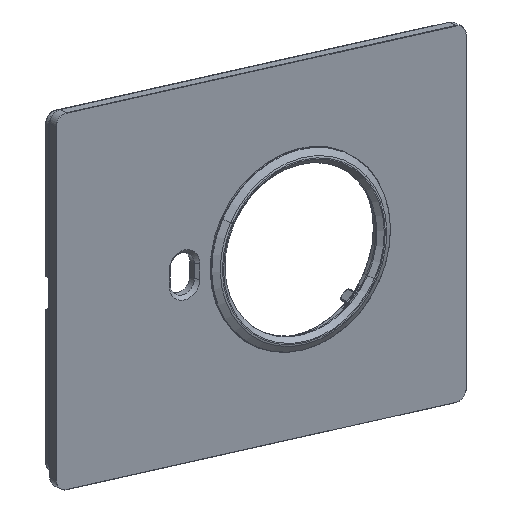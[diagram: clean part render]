
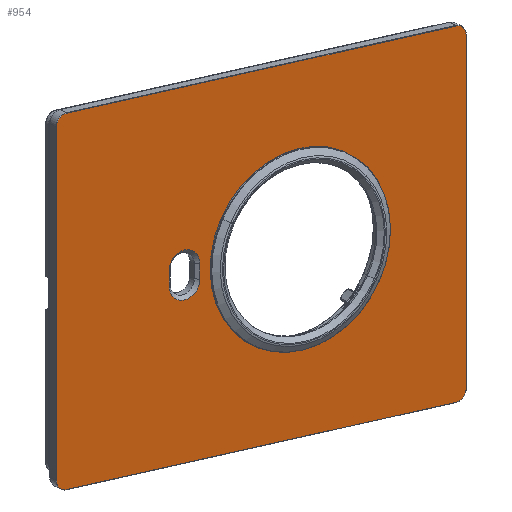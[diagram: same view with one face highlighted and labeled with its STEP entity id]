
A CAD part, top view. The second image highlights one B-rep face of the part: STEP entity #954.
In plain terms, the highlighted face is planar.
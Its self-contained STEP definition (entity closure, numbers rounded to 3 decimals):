
#80=CARTESIAN_POINT('Vertex',(13.75,0.,3.)) ;
#83=CARTESIAN_POINT('Axis2P3D Location',(-11.25,0.,3.)) ;
#87=CARTESIAN_POINT('Vertex',(-36.25,0.,3.)) ;
#107=CARTESIAN_POINT('Axis2P3D Location',(-11.25,0.,3.)) ;
#130=CARTESIAN_POINT('Vertex',(-57.,48.9,3.)) ;
#133=CARTESIAN_POINT('Line Origine',(0.,48.9,3.)) ;
#137=CARTESIAN_POINT('Vertex',(57.,48.9,3.)) ;
#164=CARTESIAN_POINT('Axis2P3D Location',(57.,46.,3.)) ;
#168=CARTESIAN_POINT('Vertex',(59.9,46.,3.)) ;
#195=CARTESIAN_POINT('Line Origine',(59.9,0.,3.)) ;
#199=CARTESIAN_POINT('Vertex',(59.9,-46.,3.)) ;
#226=CARTESIAN_POINT('Axis2P3D Location',(57.,-46.,3.)) ;
#230=CARTESIAN_POINT('Vertex',(57.,-48.9,3.)) ;
#257=CARTESIAN_POINT('Line Origine',(0.,-48.9,3.)) ;
#261=CARTESIAN_POINT('Vertex',(-57.,-48.9,3.)) ;
#288=CARTESIAN_POINT('Axis2P3D Location',(-57.,-46.,3.)) ;
#292=CARTESIAN_POINT('Vertex',(-59.9,-46.,3.)) ;
#319=CARTESIAN_POINT('Line Origine',(-59.9,0.,3.)) ;
#323=CARTESIAN_POINT('Vertex',(-59.9,46.,3.)) ;
#350=CARTESIAN_POINT('Axis2P3D Location',(-57.,46.,3.)) ;
#901=CARTESIAN_POINT('Axis2P3D Location',(0.,-49.,3.)) ;
#916=CARTESIAN_POINT('Axis2P3D Location',(22.5,2.,3.)) ;
#920=CARTESIAN_POINT('Vertex',(27.,2.,3.)) ;
#922=CARTESIAN_POINT('Vertex',(18.,2.,3.)) ;
#925=CARTESIAN_POINT('Line Origine',(27.,0.,3.)) ;
#929=CARTESIAN_POINT('Vertex',(27.,-2.,3.)) ;
#932=CARTESIAN_POINT('Axis2P3D Location',(22.5,-2.,3.)) ;
#936=CARTESIAN_POINT('Vertex',(18.,-2.,3.)) ;
#939=CARTESIAN_POINT('Line Origine',(18.,0.,3.)) ;
#84=DIRECTION('Axis2P3D Direction',(0.,0.,1.)) ;
#108=DIRECTION('Axis2P3D Direction',(0.,0.,1.)) ;
#134=DIRECTION('Vector Direction',(1.,0.,0.)) ;
#165=DIRECTION('Axis2P3D Direction',(0.,0.,-1.)) ;
#196=DIRECTION('Vector Direction',(0.,1.,0.)) ;
#227=DIRECTION('Axis2P3D Direction',(0.,-0.,-1.)) ;
#258=DIRECTION('Vector Direction',(1.,0.,0.)) ;
#289=DIRECTION('Axis2P3D Direction',(0.,0.,-1.)) ;
#320=DIRECTION('Vector Direction',(0.,1.,0.)) ;
#351=DIRECTION('Axis2P3D Direction',(0.,0.,-1.)) ;
#902=DIRECTION('Axis2P3D Direction',(0.,0.,-1.)) ;
#903=DIRECTION('Axis2P3D XDirection',(0.,1.,0.)) ;
#917=DIRECTION('Axis2P3D Direction',(0.,0.,-1.)) ;
#926=DIRECTION('Vector Direction',(0.,-1.,0.)) ;
#933=DIRECTION('Axis2P3D Direction',(0.,0.,-1.)) ;
#940=DIRECTION('Vector Direction',(0.,1.,0.)) ;
#85=AXIS2_PLACEMENT_3D('Circle Axis2P3D',#83,#84,$) ;
#109=AXIS2_PLACEMENT_3D('Circle Axis2P3D',#107,#108,$) ;
#166=AXIS2_PLACEMENT_3D('Circle Axis2P3D',#164,#165,$) ;
#228=AXIS2_PLACEMENT_3D('Circle Axis2P3D',#226,#227,$) ;
#290=AXIS2_PLACEMENT_3D('Circle Axis2P3D',#288,#289,$) ;
#352=AXIS2_PLACEMENT_3D('Circle Axis2P3D',#350,#351,$) ;
#904=AXIS2_PLACEMENT_3D('Plane Axis2P3D',#901,#902,#903) ;
#918=AXIS2_PLACEMENT_3D('Circle Axis2P3D',#916,#917,$) ;
#934=AXIS2_PLACEMENT_3D('Circle Axis2P3D',#932,#933,$) ;
#907=ORIENTED_EDGE('',*,*,#354,.F.) ;
#908=ORIENTED_EDGE('',*,*,#325,.F.) ;
#909=ORIENTED_EDGE('',*,*,#294,.F.) ;
#910=ORIENTED_EDGE('',*,*,#263,.F.) ;
#911=ORIENTED_EDGE('',*,*,#232,.F.) ;
#912=ORIENTED_EDGE('',*,*,#201,.F.) ;
#913=ORIENTED_EDGE('',*,*,#170,.F.) ;
#914=ORIENTED_EDGE('',*,*,#139,.F.) ;
#945=ORIENTED_EDGE('',*,*,#924,.F.) ;
#946=ORIENTED_EDGE('',*,*,#931,.F.) ;
#947=ORIENTED_EDGE('',*,*,#938,.F.) ;
#948=ORIENTED_EDGE('',*,*,#943,.F.) ;
#951=ORIENTED_EDGE('',*,*,#111,.F.) ;
#952=ORIENTED_EDGE('',*,*,#89,.F.) ;
#949=FACE_BOUND('',#944,.T.) ;
#953=FACE_BOUND('',#950,.T.) ;
#135=VECTOR('Line Direction',#134,1.) ;
#197=VECTOR('Line Direction',#196,1.) ;
#259=VECTOR('Line Direction',#258,1.) ;
#321=VECTOR('Line Direction',#320,1.) ;
#927=VECTOR('Line Direction',#926,1.) ;
#941=VECTOR('Line Direction',#940,1.) ;
#954=ADVANCED_FACE('PartBody',(#915,#949,#953),#905,.F.) ;
#86=CIRCLE('generated circle',#85,25.) ;
#110=CIRCLE('generated circle',#109,25.) ;
#167=CIRCLE('generated circle',#166,2.9) ;
#229=CIRCLE('generated circle',#228,2.9) ;
#291=CIRCLE('generated circle',#290,2.9) ;
#353=CIRCLE('generated circle',#352,2.9) ;
#919=CIRCLE('generated circle',#918,4.5) ;
#935=CIRCLE('generated circle',#934,4.5) ;
#89=EDGE_CURVE('',#81,#88,#86,.T.) ;
#111=EDGE_CURVE('',#88,#81,#110,.T.) ;
#139=EDGE_CURVE('',#131,#138,#136,.T.) ;
#170=EDGE_CURVE('',#138,#169,#167,.T.) ;
#201=EDGE_CURVE('',#169,#200,#198,.F.) ;
#232=EDGE_CURVE('',#200,#231,#229,.T.) ;
#263=EDGE_CURVE('',#231,#262,#260,.F.) ;
#294=EDGE_CURVE('',#262,#293,#291,.T.) ;
#325=EDGE_CURVE('',#293,#324,#322,.T.) ;
#354=EDGE_CURVE('',#324,#131,#353,.T.) ;
#924=EDGE_CURVE('',#921,#923,#919,.F.) ;
#931=EDGE_CURVE('',#930,#921,#928,.F.) ;
#938=EDGE_CURVE('',#937,#930,#935,.F.) ;
#943=EDGE_CURVE('',#923,#937,#942,.F.) ;
#906=EDGE_LOOP('',(#907,#908,#909,#910,#911,#912,#913,#914)) ;
#944=EDGE_LOOP('',(#945,#946,#947,#948)) ;
#950=EDGE_LOOP('',(#951,#952)) ;
#915=FACE_OUTER_BOUND('',#906,.T.) ;
#136=LINE('Line',#133,#135) ;
#198=LINE('Line',#195,#197) ;
#260=LINE('Line',#257,#259) ;
#322=LINE('Line',#319,#321) ;
#928=LINE('Line',#925,#927) ;
#942=LINE('Line',#939,#941) ;
#905=PLANE('',#904) ;
#81=VERTEX_POINT('',#80) ;
#88=VERTEX_POINT('',#87) ;
#131=VERTEX_POINT('',#130) ;
#138=VERTEX_POINT('',#137) ;
#169=VERTEX_POINT('',#168) ;
#200=VERTEX_POINT('',#199) ;
#231=VERTEX_POINT('',#230) ;
#262=VERTEX_POINT('',#261) ;
#293=VERTEX_POINT('',#292) ;
#324=VERTEX_POINT('',#323) ;
#921=VERTEX_POINT('',#920) ;
#923=VERTEX_POINT('',#922) ;
#930=VERTEX_POINT('',#929) ;
#937=VERTEX_POINT('',#936) ;
